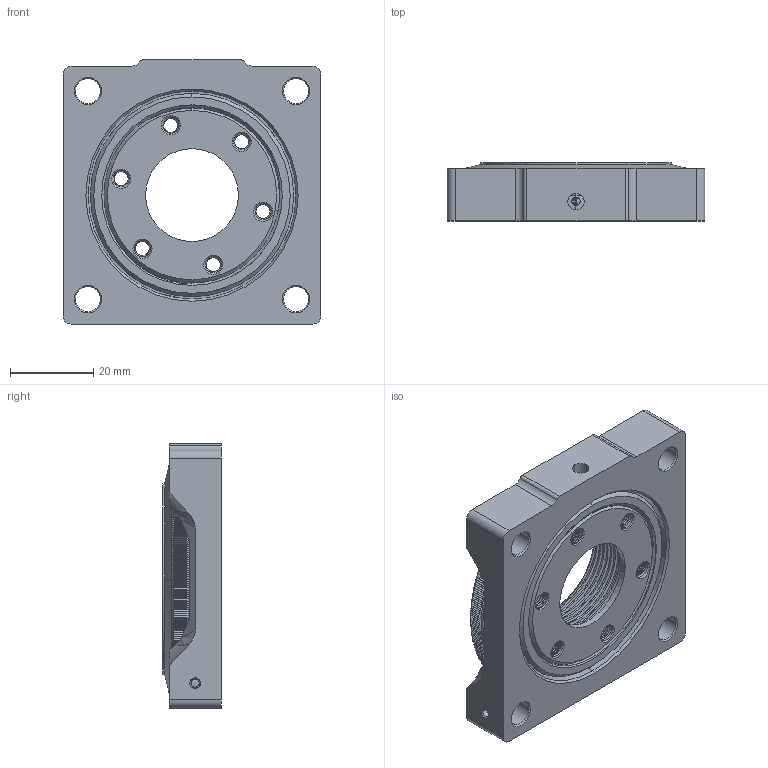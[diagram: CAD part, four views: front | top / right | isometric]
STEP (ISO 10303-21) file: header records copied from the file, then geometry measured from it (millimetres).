
FILE_DESCRIPTION((''),'2;1');
FILE_NAME('RK100-A4_ASM','2023-06-05T09:44:15',('R&D'),(''),'CREO PARAMETRIC BY PTC INC, 2021063','CREO PARAMETRIC BY PTC INC, 2021063','');
FILE_SCHEMA(('CONFIG_CONTROL_DESIGN'));
Products named in the file (4): RK100-A4_A1; RK100-A4_A2; RK100-A4_A3; RK100-A4_ASM
Assembly tree (3 placements, depth 2):
  RK100-A4_ASM
    RK100-A4_A1
    RK100-A4_A2
    RK100-A4_A3
Bounding box: 62 x 14 x 63.5 mm (x, y, z)
Volume: 35164.6 mm3; surface area: 25665.3 mm2
Topology: 3 solids, 3 shells, 1686 faces, 5293 edges, 3506 vertices
Faces by surface type: plane 756, cylinder 596, bspline 262, cone 72
Entity records: 104943 total; most frequent: CARTESIAN_POINT 62569, ORIENTED_EDGE 10586, DIRECTION 6586, EDGE_CURVE 5293, VERTEX_POINT 3506, B_SPLINE_CURVE_WITH_KNOTS 2534, AXIS2_PLACEMENT_3D 2396, VECTOR 1794
